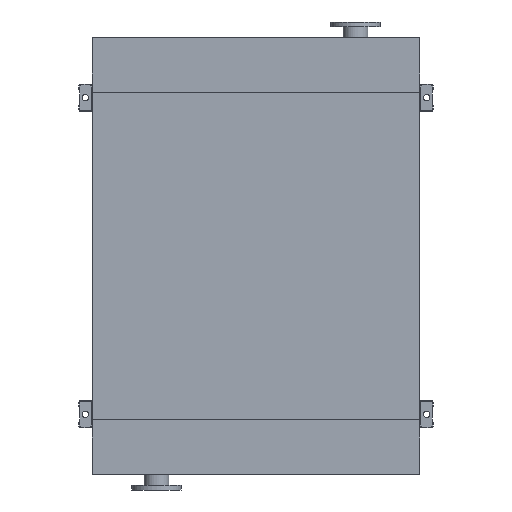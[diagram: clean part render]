
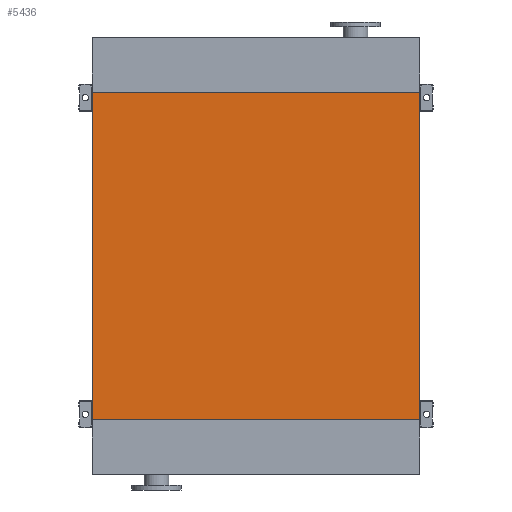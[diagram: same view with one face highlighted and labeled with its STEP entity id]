
A CAD part, front view. The second image highlights one B-rep face of the part: STEP entity #5436.
In plain terms, the highlighted planar face has unit normal (0, -1, 0).
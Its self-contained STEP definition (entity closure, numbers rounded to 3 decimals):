
#718 = ORIENTED_EDGE ( 'NONE', *, *, #12826, .F. ) ;
#1114 = CARTESIAN_POINT ( 'NONE',  ( -725., 0., -1450. ) ) ;
#1192 = DIRECTION ( 'NONE',  ( 0., 0., 1. ) ) ;
#1604 = VECTOR ( 'NONE', #11675, 1000. ) ;
#3666 = EDGE_LOOP ( 'NONE', ( #718, #11930, #16858, #12448 ) ) ;
#3839 = CARTESIAN_POINT ( 'NONE',  ( 725., 0., -1450. ) ) ;
#3864 = VERTEX_POINT ( 'NONE', #11546 ) ;
#3972 = FACE_OUTER_BOUND ( 'NONE', #3666, .T. ) ;
#4072 = LINE ( 'NONE', #9761, #14523 ) ;
#4950 = VERTEX_POINT ( 'NONE', #14747 ) ;
#5116 = VECTOR ( 'NONE', #11241, 1000. ) ;
#5436 = ADVANCED_FACE ( 'NONE', ( #3972 ), #16407, .T. ) ;
#6704 = LINE ( 'NONE', #11342, #5116 ) ;
#6864 = VECTOR ( 'NONE', #1192, 1000. ) ;
#8050 = VERTEX_POINT ( 'NONE', #11722 ) ;
#8684 = EDGE_CURVE ( 'NONE', #3864, #4950, #16169, .T. ) ;
#9761 = CARTESIAN_POINT ( 'NONE',  ( 725., 0., -1450. ) ) ;
#10135 = DIRECTION ( 'NONE',  ( 0., 0., 1. ) ) ;
#11241 = DIRECTION ( 'NONE',  ( 1., 0., 0. ) ) ;
#11342 = CARTESIAN_POINT ( 'NONE',  ( -725., 0., 0. ) ) ;
#11546 = CARTESIAN_POINT ( 'NONE',  ( -725., 0., -1450. ) ) ;
#11675 = DIRECTION ( 'NONE',  ( 1., 0., 0. ) ) ;
#11696 = CARTESIAN_POINT ( 'NONE',  ( -725., 0., -1450. ) ) ;
#11722 = CARTESIAN_POINT ( 'NONE',  ( 725., 0., 0. ) ) ;
#11930 = ORIENTED_EDGE ( 'NONE', *, *, #8684, .F. ) ;
#12448 = ORIENTED_EDGE ( 'NONE', *, *, #12936, .T. ) ;
#12789 = EDGE_CURVE ( 'NONE', #3864, #15948, #13411, .T. ) ;
#12826 = EDGE_CURVE ( 'NONE', #4950, #8050, #6704, .T. ) ;
#12936 = EDGE_CURVE ( 'NONE', #15948, #8050, #4072, .T. ) ;
#13411 = LINE ( 'NONE', #11696, #1604 ) ;
#14523 = VECTOR ( 'NONE', #10135, 1000. ) ;
#14747 = CARTESIAN_POINT ( 'NONE',  ( -725., 0., 0. ) ) ;
#15948 = VERTEX_POINT ( 'NONE', #3839 ) ;
#16169 = LINE ( 'NONE', #1114, #6864 ) ;
#16373 = DIRECTION ( 'NONE',  ( 0., 0., -1. ) ) ;
#16383 = DIRECTION ( 'NONE',  ( 0., -1., 0. ) ) ;
#16407 = PLANE ( 'NONE',  #16589 ) ;
#16512 = CARTESIAN_POINT ( 'NONE',  ( -725., 0., -1450. ) ) ;
#16589 = AXIS2_PLACEMENT_3D ( 'NONE', #16512, #16383, #16373 ) ;
#16858 = ORIENTED_EDGE ( 'NONE', *, *, #12789, .T. ) ;
